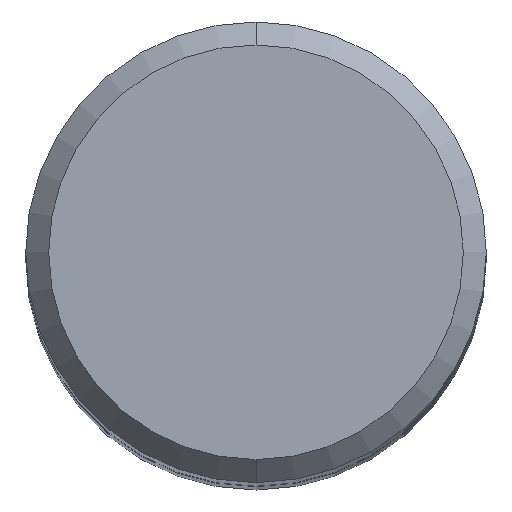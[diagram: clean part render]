
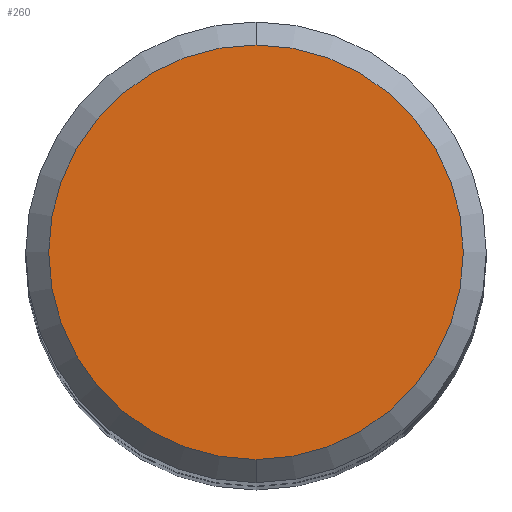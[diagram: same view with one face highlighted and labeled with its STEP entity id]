
A CAD part, top view. The second image highlights one B-rep face of the part: STEP entity #260.
In plain terms, the highlighted planar face has unit normal (0, 0, 1).
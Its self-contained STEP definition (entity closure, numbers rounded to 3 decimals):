
#260=ADVANCED_FACE('',(#614),#615,.T.);
#352=EDGE_CURVE('',#464,#416,#717,.T.);
#416=VERTEX_POINT('',#785);
#464=VERTEX_POINT('',#842);
#500=EDGE_CURVE('',#416,#464,#885,.T.);
#614=FACE_OUTER_BOUND('',#1095,.T.);
#615=PLANE('',#1096);
#717=CIRCLE('',#1280,5.4);
#785=CARTESIAN_POINT('',(0.,-5.4,0.0));
#842=CARTESIAN_POINT('',(0.0,5.4,0.0));
#885=CIRCLE('',#1622,5.4);
#1095=EDGE_LOOP('',(#1756,#1757));
#1096=AXIS2_PLACEMENT_3D('',#1758,#1759,#1760);
#1280=AXIS2_PLACEMENT_3D('',#1876,#1877,#1878);
#1622=AXIS2_PLACEMENT_3D('',#2066,#2067,#2068);
#1756=ORIENTED_EDGE('',*,*,#352,.F.);
#1757=ORIENTED_EDGE('',*,*,#500,.F.);
#1758=CARTESIAN_POINT('',(0.0,2.7,0.0));
#1759=DIRECTION('',(-0.0,0.0,1.0));
#1760=DIRECTION('',(0.0,-1.0,0.0));
#1876=CARTESIAN_POINT('',(0.0,0.0,0.0));
#1877=DIRECTION('',(0.0,0.0,-1.0));
#1878=DIRECTION('',(0.0,1.0,0.0));
#2066=CARTESIAN_POINT('',(0.0,0.0,0.0));
#2067=DIRECTION('',(0.0,0.0,-1.0));
#2068=DIRECTION('',(0.0,1.0,0.0));
